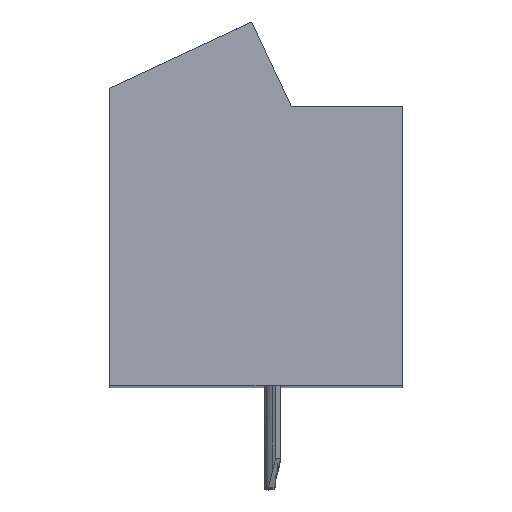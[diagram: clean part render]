
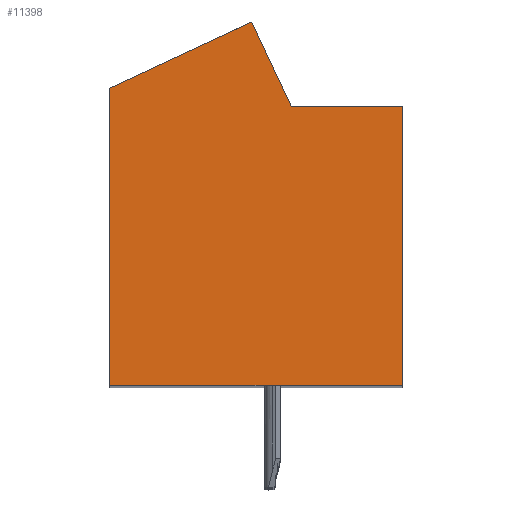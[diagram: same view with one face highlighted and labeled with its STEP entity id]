
A CAD part, top view. The second image highlights one B-rep face of the part: STEP entity #11398.
In plain terms, the highlighted planar face has unit normal (0, 0, 1).
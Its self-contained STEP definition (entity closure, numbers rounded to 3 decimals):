
#3997=DIRECTION('',(-1.,0.,0.));
#3998=VECTOR('',#3997,3.79);
#3999=CARTESIAN_POINT('',(5.002,3.3,41.75));
#4000=LINE('',#3999,#3998);
#4001=DIRECTION('',(0.,1.,0.));
#4002=VECTOR('',#4001,9.5);
#4003=CARTESIAN_POINT('',(5.002,-6.2,41.75));
#4004=LINE('',#4003,#4002);
#4005=DIRECTION('',(1.,0.,0.));
#4006=VECTOR('',#4005,10.);
#4007=CARTESIAN_POINT('',(-4.998,-6.2,41.75));
#4008=LINE('',#4007,#4006);
#4009=DIRECTION('',(0.,-1.,0.));
#4010=VECTOR('',#4009,10.135);
#4011=CARTESIAN_POINT('',(-4.998,3.935,41.75));
#4012=LINE('',#4011,#4010);
#4013=DIRECTION('',(-0.906,-0.423,0.));
#4014=VECTOR('',#4013,5.36);
#4015=CARTESIAN_POINT('',(-0.14,6.2,41.75));
#4016=LINE('',#4015,#4014);
#4017=DIRECTION('',(-0.423,0.906,0.));
#4018=VECTOR('',#4017,3.2);
#4019=CARTESIAN_POINT('',(1.212,3.3,41.75));
#4020=LINE('',#4019,#4018);
#4888=CARTESIAN_POINT('',(5.002,3.3,41.75));
#4889=CARTESIAN_POINT('',(1.212,3.3,41.75));
#4890=VERTEX_POINT('',#4888);
#4891=VERTEX_POINT('',#4889);
#4892=CARTESIAN_POINT('',(-0.14,6.2,41.75));
#4893=VERTEX_POINT('',#4892);
#4894=CARTESIAN_POINT('',(-4.998,3.935,41.75));
#4895=VERTEX_POINT('',#4894);
#4896=CARTESIAN_POINT('',(-4.998,-6.2,41.75));
#4897=VERTEX_POINT('',#4896);
#4898=CARTESIAN_POINT('',(5.002,-6.2,41.75));
#4899=VERTEX_POINT('',#4898);
#11385=CARTESIAN_POINT('',(0.,0.,41.75));
#11386=DIRECTION('',(0.,0.,1.));
#11387=DIRECTION('',(1.,0.,0.));
#11388=AXIS2_PLACEMENT_3D('',#11385,#11386,#11387);
#11389=PLANE('',#11388);
#11390=ORIENTED_EDGE('',*,*,#6267,.F.);
#11391=ORIENTED_EDGE('',*,*,#6282,.F.);
#11392=ORIENTED_EDGE('',*,*,#6296,.F.);
#11393=ORIENTED_EDGE('',*,*,#6479,.F.);
#11394=ORIENTED_EDGE('',*,*,#6679,.F.);
#11395=ORIENTED_EDGE('',*,*,#11379,.F.);
#11396=EDGE_LOOP('',(#11390,#11391,#11392,#11393,#11394,#11395));
#11397=FACE_OUTER_BOUND('',#11396,.F.);
#6267=EDGE_CURVE('',#4890,#4891,#4000,.T.);
#6282=EDGE_CURVE('',#4899,#4890,#4004,.T.);
#6296=EDGE_CURVE('',#4897,#4899,#4008,.T.);
#6479=EDGE_CURVE('',#4895,#4897,#4012,.T.);
#6679=EDGE_CURVE('',#4893,#4895,#4016,.T.);
#11379=EDGE_CURVE('',#4891,#4893,#4020,.T.);
#11398=ADVANCED_FACE('',(#11397),#11389,.T.);
